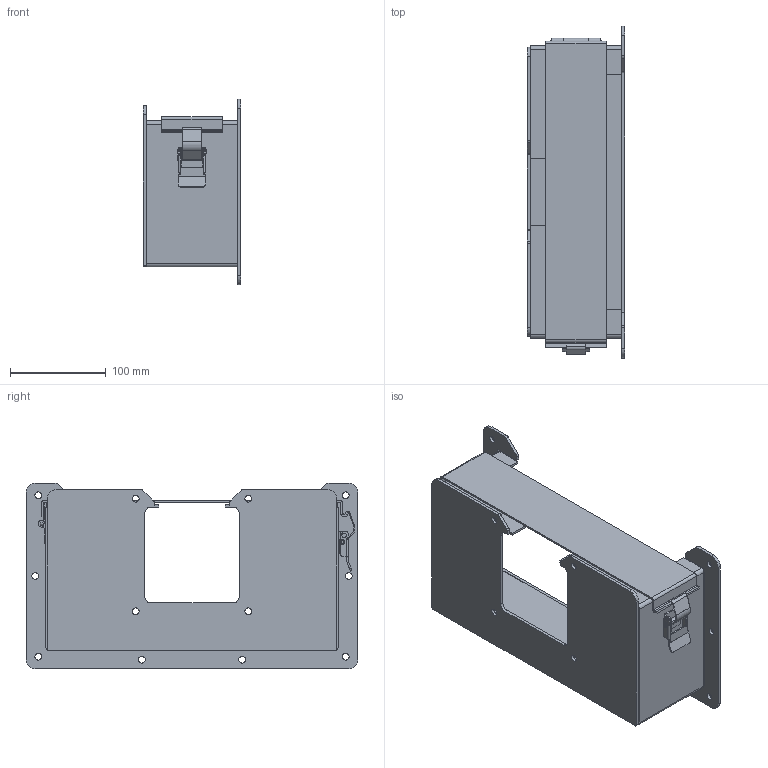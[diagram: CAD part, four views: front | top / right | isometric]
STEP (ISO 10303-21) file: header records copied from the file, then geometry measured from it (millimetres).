
FILE_DESCRIPTION (( 'STEP AP203' ), '1' );
FILE_NAME ('1485FREC.step', '2020-11-19T14:45:28', ( 'ADC123' ), ( 'Microsoft' ), 'SwSTEP 2.0', 'SolidWorks 2019', '' );
FILE_SCHEMA (( 'CONFIG_CONTROL_DESIGN' ));
Length unit declared in the file: inch
Products named in the file (1): 1485FREC
Bounding box: 101.6 x 346.07 x 193.68 mm (x, y, z)
Volume: 392968.7 mm3; surface area: 322450.2 mm2
Topology: 10 solids, 10 shells, 253 faces, 683 edges, 452 vertices
Faces by surface type: plane 146, cylinder 105, bspline 2
Full cylindrical faces by diameter (mm): 3.175 x2, 3.302 x2, 3.969 x2, 4.166 x2, 4.763 x3, 7.137 x12
Entity records: 7989 total; most frequent: CARTESIAN_POINT 1422, DIRECTION 1366, ORIENTED_EDGE 1310, EDGE_CURVE 655, AXIS2_PLACEMENT_3D 465, VERTEX_POINT 451, LINE 436, VECTOR 436
